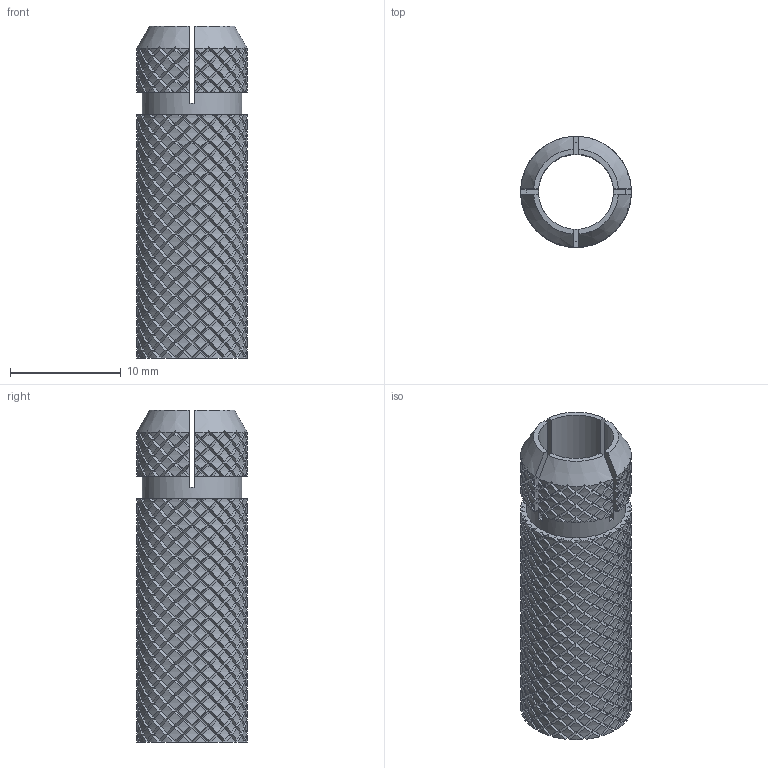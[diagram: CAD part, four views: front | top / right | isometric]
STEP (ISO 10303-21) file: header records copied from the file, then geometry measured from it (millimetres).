
FILE_DESCRIPTION (( 'STEP AP203' ), '1' );
FILE_NAME ('CLP1M-AL-8 Àíêåð ëàòóííûé çàáèâíîé Ì8.STEP', '2016-02-16T07:31:47', ( '' ), ( '' ), 'SwSTEP 2.0', 'SolidWorks 2014', '' );
FILE_SCHEMA (( 'CONFIG_CONTROL_DESIGN' ));
Products named in the file (1): CLP1M-AL-8 Àíêåð ëàòóííûé çàáèâíîé Ì8
Bounding box: 10 x 10 x 30 mm (x, y, z)
Volume: 1106.9 mm3; surface area: 2282.4 mm2
Topology: 1 solids, 1 shells, 3893 faces, 8049 edges, 4158 vertices
Faces by surface type: bspline 3040, cylinder 818, plane 22, cone 13
Full cylindrical faces by diameter (mm): 6.8 x5, 9 x1
Entity records: 565885 total; most frequent: CARTESIAN_POINT 519628, ORIENTED_EDGE 16054, EDGE_CURVE 8027, VERTEX_POINT 4151, EDGE_LOOP 3910, FACE_OUTER_BOUND 3899, ADVANCED_FACE 3893, DIRECTION 2150
